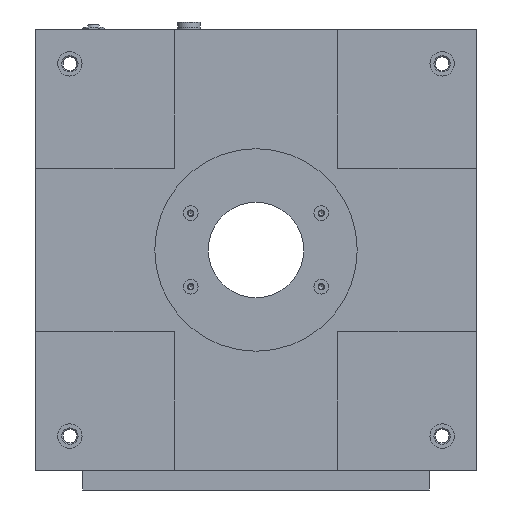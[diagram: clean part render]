
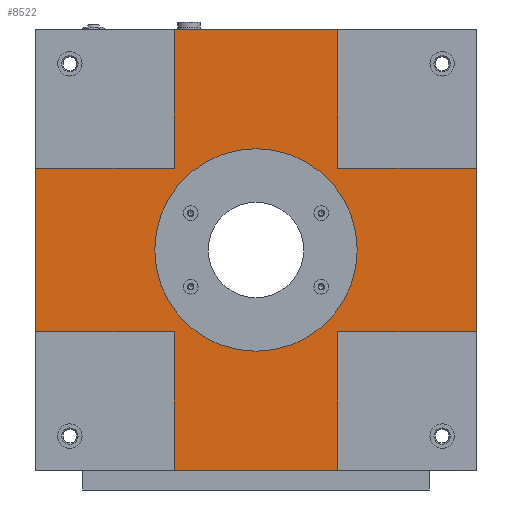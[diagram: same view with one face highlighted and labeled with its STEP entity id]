
A CAD part, front view. The second image highlights one B-rep face of the part: STEP entity #8522.
In plain terms, the highlighted planar face has unit normal (0, -1, 0).
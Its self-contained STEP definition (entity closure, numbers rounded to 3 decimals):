
#94=PLANE('',#9167);
#598=LINE('',#12581,#1450);
#609=LINE('',#12621,#1461);
#722=LINE('',#12878,#1574);
#730=LINE('',#12912,#1582);
#748=LINE('',#13016,#1600);
#750=LINE('',#13020,#1602);
#751=LINE('',#13022,#1603);
#753=LINE('',#13026,#1605);
#754=LINE('',#13028,#1606);
#756=LINE('',#13032,#1608);
#757=LINE('',#13034,#1609);
#759=LINE('',#13038,#1611);
#1450=VECTOR('',#10010,1000.);
#1461=VECTOR('',#10023,1000.);
#1574=VECTOR('',#10170,1000.);
#1582=VECTOR('',#10180,1000.);
#1600=VECTOR('',#10260,1000.);
#1602=VECTOR('',#10264,1000.);
#1603=VECTOR('',#10267,1000.);
#1605=VECTOR('',#10271,1000.);
#1606=VECTOR('',#10274,1000.);
#1608=VECTOR('',#10278,1000.);
#1609=VECTOR('',#10281,1000.);
#1611=VECTOR('',#10285,1000.);
#2608=ORIENTED_EDGE('',*,*,#4801,.F.);
#2609=ORIENTED_EDGE('',*,*,#4611,.F.);
#2610=ORIENTED_EDGE('',*,*,#4800,.F.);
#2611=ORIENTED_EDGE('',*,*,#4798,.F.);
#2612=ORIENTED_EDGE('',*,*,#4598,.F.);
#2613=ORIENTED_EDGE('',*,*,#4797,.F.);
#2614=ORIENTED_EDGE('',*,*,#4795,.F.);
#2615=ORIENTED_EDGE('',*,*,#4750,.F.);
#2616=ORIENTED_EDGE('',*,*,#4794,.F.);
#2617=ORIENTED_EDGE('',*,*,#4792,.F.);
#2618=ORIENTED_EDGE('',*,*,#4740,.F.);
#2619=ORIENTED_EDGE('',*,*,#4791,.F.);
#2620=ORIENTED_EDGE('',*,*,#4789,.F.);
#4598=EDGE_CURVE('',#5721,#5722,#598,.T.);
#4611=EDGE_CURVE('',#5733,#5725,#609,.T.);
#4740=EDGE_CURVE('',#5859,#5861,#722,.T.);
#4750=EDGE_CURVE('',#5868,#5870,#730,.T.);
#4789=EDGE_CURVE('',#5725,#5893,#748,.T.);
#4791=EDGE_CURVE('',#5893,#5859,#750,.T.);
#4792=EDGE_CURVE('',#5861,#5894,#751,.T.);
#4794=EDGE_CURVE('',#5894,#5868,#753,.T.);
#4795=EDGE_CURVE('',#5870,#5895,#754,.T.);
#4797=EDGE_CURVE('',#5895,#5721,#756,.T.);
#4798=EDGE_CURVE('',#5722,#5896,#757,.T.);
#4800=EDGE_CURVE('',#5896,#5733,#759,.T.);
#4801=EDGE_CURVE('',#5897,#5897,#6551,.F.);
#5721=VERTEX_POINT('',#12580);
#5722=VERTEX_POINT('',#12582);
#5725=VERTEX_POINT('',#12590);
#5733=VERTEX_POINT('',#12620);
#5859=VERTEX_POINT('',#12876);
#5861=VERTEX_POINT('',#12879);
#5868=VERTEX_POINT('',#12910);
#5870=VERTEX_POINT('',#12913);
#5893=VERTEX_POINT('',#13017);
#5894=VERTEX_POINT('',#13023);
#5895=VERTEX_POINT('',#13029);
#5896=VERTEX_POINT('',#13035);
#5897=VERTEX_POINT('',#13041);
#6551=CIRCLE('',#9168,62.);
#6823=EDGE_LOOP('',(#2608));
#6824=EDGE_LOOP('',(#2609,#2610,#2611,#2612,#2613,#2614,#2615,#2616,#2617,
#2618,#2619,#2620));
#7633=FACE_BOUND('',#6823,.T.);
#7634=FACE_BOUND('',#6824,.T.);
#8522=ADVANCED_FACE('',(#7633,#7634),#94,.F.);
#9167=AXIS2_PLACEMENT_3D('',#13039,#10286,#10287);
#9168=AXIS2_PLACEMENT_3D('',#13040,#10288,#10289);
#10010=DIRECTION('',(-1.,0.,0.));
#10023=DIRECTION('',(0.,0.,1.));
#10170=DIRECTION('',(1.,0.,0.));
#10180=DIRECTION('',(0.,0.,-1.));
#10260=DIRECTION('',(1.,0.,0.));
#10264=DIRECTION('',(0.,0.,1.));
#10267=DIRECTION('',(0.,0.,-1.));
#10271=DIRECTION('',(1.,0.,0.));
#10274=DIRECTION('',(-1.,0.,0.));
#10278=DIRECTION('',(0.,0.,-1.));
#10281=DIRECTION('',(0.,0.,1.));
#10285=DIRECTION('',(-1.,0.,0.));
#10286=DIRECTION('',(0.,1.,0.));
#10287=DIRECTION('',(0.,0.,1.));
#10288=DIRECTION('',(0.,1.,0.));
#10289=DIRECTION('',(0.,0.,1.));
#12580=CARTESIAN_POINT('',(50.,0.1,-135.));
#12581=CARTESIAN_POINT('',(50.,0.1,-135.));
#12582=CARTESIAN_POINT('',(-50.,0.1,-135.));
#12590=CARTESIAN_POINT('',(-135.,0.1,50.));
#12620=CARTESIAN_POINT('',(-135.,0.1,-50.));
#12621=CARTESIAN_POINT('',(-135.,0.1,-50.));
#12876=CARTESIAN_POINT('',(-50.,0.1,135.));
#12878=CARTESIAN_POINT('',(-50.,0.1,135.));
#12879=CARTESIAN_POINT('',(50.,0.1,135.));
#12910=CARTESIAN_POINT('',(135.,0.1,50.));
#12912=CARTESIAN_POINT('',(135.,0.1,50.));
#12913=CARTESIAN_POINT('',(135.,0.1,-50.));
#13016=CARTESIAN_POINT('',(-135.,0.1,50.));
#13017=CARTESIAN_POINT('',(-50.,0.1,50.));
#13020=CARTESIAN_POINT('',(-50.,0.1,50.));
#13022=CARTESIAN_POINT('',(50.,0.1,135.));
#13023=CARTESIAN_POINT('',(50.,0.1,50.));
#13026=CARTESIAN_POINT('',(50.,0.1,50.));
#13028=CARTESIAN_POINT('',(135.,0.1,-50.));
#13029=CARTESIAN_POINT('',(50.,0.1,-50.));
#13032=CARTESIAN_POINT('',(50.,0.1,-50.));
#13034=CARTESIAN_POINT('',(-50.,0.1,-135.));
#13035=CARTESIAN_POINT('',(-50.,0.1,-50.));
#13038=CARTESIAN_POINT('',(-50.,0.1,-50.));
#13039=CARTESIAN_POINT('',(0.,0.1,0.));
#13040=CARTESIAN_POINT('',(0.,0.1,0.));
#13041=CARTESIAN_POINT('',(0.,0.1,62.));
